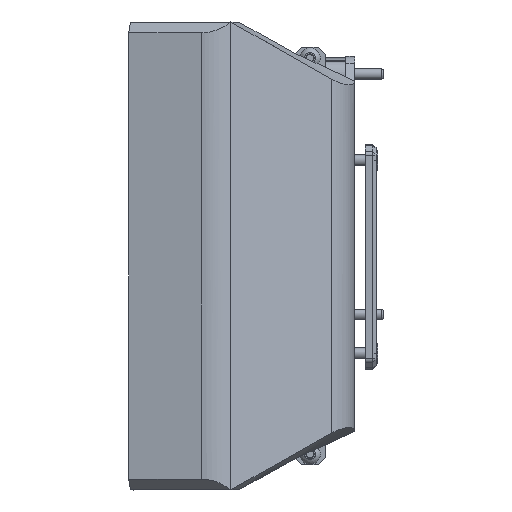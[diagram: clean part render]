
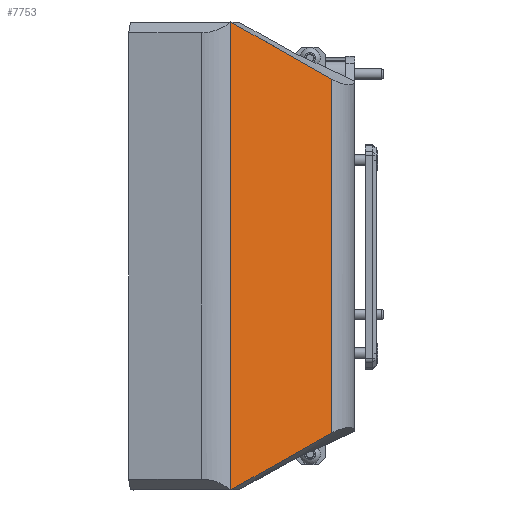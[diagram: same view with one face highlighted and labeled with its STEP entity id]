
A CAD part, top view. The second image highlights one B-rep face of the part: STEP entity #7753.
In plain terms, the highlighted planar face has unit normal (0.534, 0, 0.845).
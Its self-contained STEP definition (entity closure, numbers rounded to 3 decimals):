
#372=B_SPLINE_CURVE_WITH_KNOTS('',3,(#13209,#13210,#13211,#13212),
 .UNSPECIFIED.,.F.,.F.,(4,4),(-0.913,-0.767),
 .UNSPECIFIED.);
#373=B_SPLINE_CURVE_WITH_KNOTS('',3,(#13216,#13217,#13218,#13219),
 .UNSPECIFIED.,.F.,.F.,(4,4),(-2.375,-2.228),
 .UNSPECIFIED.);
#979=FACE_OUTER_BOUND('',#1452,.T.);
#1452=EDGE_LOOP('',(#6445,#6446,#6447,#6448,#6449,#6450));
#2190=LINE('',#13205,#2936);
#2191=LINE('',#13207,#2937);
#2192=LINE('',#13214,#2938);
#2193=LINE('',#13220,#2939);
#2936=VECTOR('',#10051,10.);
#2937=VECTOR('',#10052,10.);
#2938=VECTOR('',#10053,10.);
#2939=VECTOR('',#10054,10.);
#3640=VERTEX_POINT('',#13203);
#3641=VERTEX_POINT('',#13204);
#3642=VERTEX_POINT('',#13206);
#3643=VERTEX_POINT('',#13208);
#3644=VERTEX_POINT('',#13213);
#3645=VERTEX_POINT('',#13215);
#4606=EDGE_CURVE('',#3640,#3641,#2190,.T.);
#4607=EDGE_CURVE('',#3642,#3640,#2191,.T.);
#4608=EDGE_CURVE('',#3643,#3642,#372,.T.);
#4609=EDGE_CURVE('',#3644,#3643,#2192,.T.);
#4610=EDGE_CURVE('',#3645,#3644,#373,.T.);
#4611=EDGE_CURVE('',#3641,#3645,#2193,.T.);
#6445=ORIENTED_EDGE('',*,*,#4606,.F.);
#6446=ORIENTED_EDGE('',*,*,#4607,.F.);
#6447=ORIENTED_EDGE('',*,*,#4608,.F.);
#6448=ORIENTED_EDGE('',*,*,#4609,.F.);
#6449=ORIENTED_EDGE('',*,*,#4610,.F.);
#6450=ORIENTED_EDGE('',*,*,#4611,.F.);
#7396=PLANE('',#8438);
#7753=ADVANCED_FACE('',(#979),#7396,.T.);
#8438=AXIS2_PLACEMENT_3D('',#13202,#10049,#10050);
#10049=DIRECTION('center_axis',(0.534,0.,
0.845));
#10050=DIRECTION('ref_axis',(0.845,0.,-0.534));
#10051=DIRECTION('',(0.,1.,0.));
#10052=DIRECTION('',(-0.701,0.558,0.443));
#10053=DIRECTION('',(0.,-1.,0.));
#10054=DIRECTION('',(0.701,0.558,-0.443));
#13202=CARTESIAN_POINT('Origin',(174.367,-87.66,294.233));
#13203=CARTESIAN_POINT('',(178.127,-87.652,291.858));
#13204=CARTESIAN_POINT('',(178.127,42.331,291.858));
#13205=CARTESIAN_POINT('',(178.127,-22.66,291.858));
#13206=CARTESIAN_POINT('',(178.13,-87.654,291.857));
#13207=CARTESIAN_POINT('',(170.159,-81.312,296.891));
#13208=CARTESIAN_POINT('',(206.116,-71.808,274.178));
#13209=CARTESIAN_POINT('Ctrl Pts',(206.116,-71.809,274.178));
#13210=CARTESIAN_POINT('Ctrl Pts',(196.215,-76.637,280.432));
#13211=CARTESIAN_POINT('Ctrl Pts',(186.854,-81.935,286.346));
#13212=CARTESIAN_POINT('Ctrl Pts',(178.13,-87.654,291.857));
#13213=CARTESIAN_POINT('',(206.116,26.488,274.178));
#13214=CARTESIAN_POINT('',(206.116,-87.66,274.178));
#13215=CARTESIAN_POINT('',(178.13,42.334,291.857));
#13216=CARTESIAN_POINT('Ctrl Pts',(178.13,42.334,291.857));
#13217=CARTESIAN_POINT('Ctrl Pts',(186.854,36.614,286.346));
#13218=CARTESIAN_POINT('Ctrl Pts',(196.215,31.316,280.432));
#13219=CARTESIAN_POINT('Ctrl Pts',(206.116,26.488,274.178));
#13220=CARTESIAN_POINT('',(144.708,15.738,312.969));
